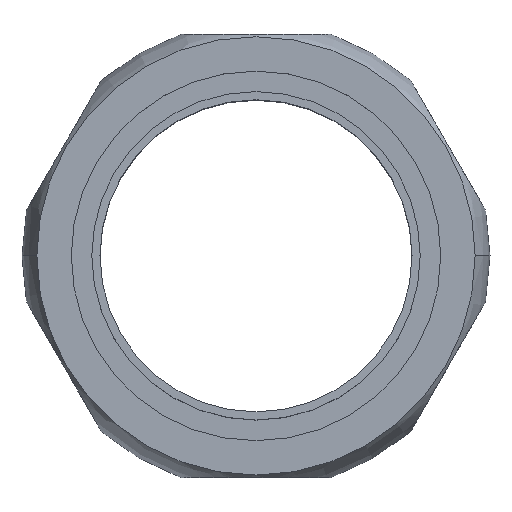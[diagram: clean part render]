
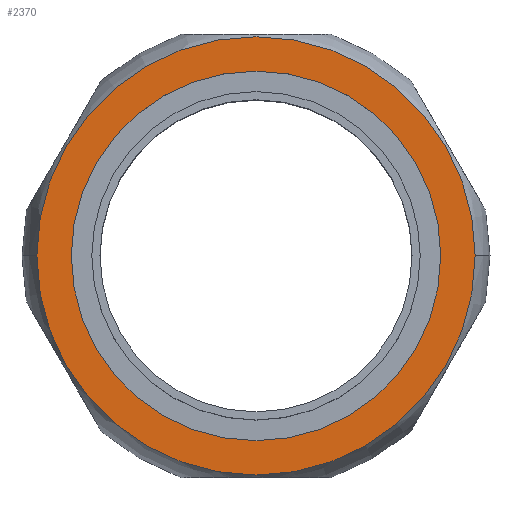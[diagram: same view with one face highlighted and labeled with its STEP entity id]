
A CAD part, top view. The second image highlights one B-rep face of the part: STEP entity #2370.
In plain terms, the highlighted face is planar.
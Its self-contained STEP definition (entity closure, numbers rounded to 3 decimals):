
#2020=CARTESIAN_POINT('',(20.,23.049,0.));
#2030=DIRECTION('',(-1.,0.,0.));
#2040=DIRECTION('',(0.,1.,0.));
#2050=AXIS2_PLACEMENT_3D('',#2020,#2030,#2040);
#2060=PLANE('',#2050);
#2070=CARTESIAN_POINT('',(20.,0.,0.));
#2080=DIRECTION('',(1.,0.,0.));
#2090=DIRECTION('',(0.,1.,0.));
#2100=AXIS2_PLACEMENT_3D('',#2070,#2080,#2090);
#2110=CIRCLE('',#2100,22.5);
#2120=CARTESIAN_POINT('',(20.,22.5,0.));
#2130=VERTEX_POINT('',#2120);
#2140=CARTESIAN_POINT('',(20.,-22.5,0.));
#2150=VERTEX_POINT('',#2140);
#2160=EDGE_CURVE('',#2130,#2150,#2110,.T.);
#2170=ORIENTED_EDGE('',*,*,#2160,.F.);
#2180=EDGE_CURVE('',#2150,#2130,#2110,.T.);
#2190=ORIENTED_EDGE('',*,*,#2180,.F.);
#2200=EDGE_LOOP('',(#2190,#2170));
#2210=FACE_BOUND('',#2200,.T.);
#2220=CARTESIAN_POINT('',(20.,0.,0.));
#2230=DIRECTION('',(1.,0.,0.));
#2240=DIRECTION('',(0.,1.,0.));
#2250=AXIS2_PLACEMENT_3D('',#2220,#2230,#2240);
#2260=CIRCLE('',#2250,26.691);
#2270=CARTESIAN_POINT('',(20.,26.691,0.));
#2280=VERTEX_POINT('',#2270);
#2290=CARTESIAN_POINT('',(20.,-26.691,0.));
#2300=VERTEX_POINT('',#2290);
#2310=EDGE_CURVE('',#2280,#2300,#2260,.T.);
#2320=ORIENTED_EDGE('',*,*,#2310,.T.);
#2330=EDGE_CURVE('',#2300,#2280,#2260,.T.);
#2340=ORIENTED_EDGE('',*,*,#2330,.T.);
#2350=EDGE_LOOP('',(#2340,#2320));
#2360=FACE_OUTER_BOUND('',#2350,.T.);
#2370=ADVANCED_FACE('',(#2210,#2360),#2060,.F.);
